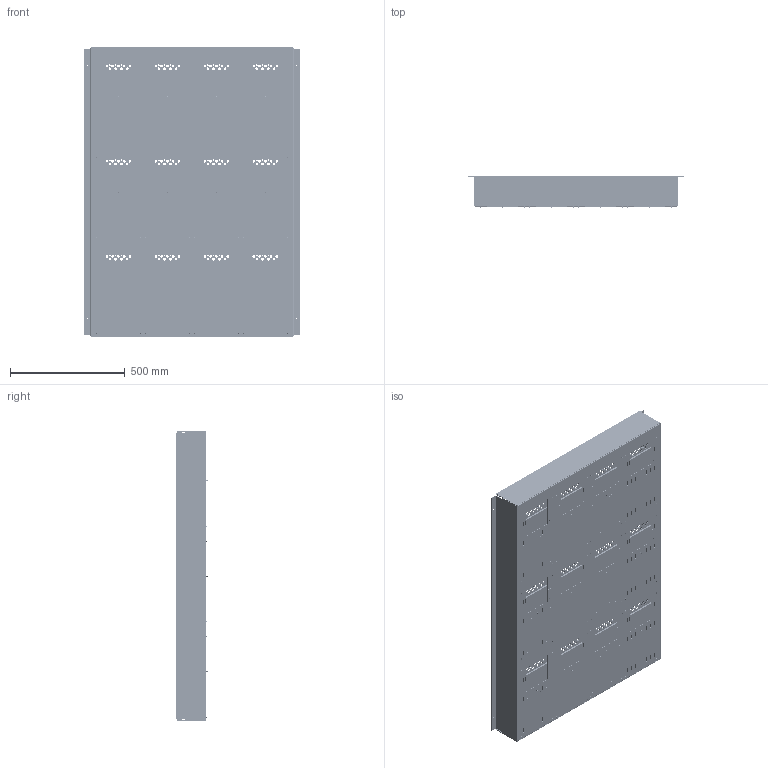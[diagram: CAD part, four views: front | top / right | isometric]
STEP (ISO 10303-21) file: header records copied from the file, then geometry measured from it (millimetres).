
FILE_DESCRIPTION (( 'STEP AP214' ), '1' );
FILE_NAME ('c_il186421-a_3d.STEP', '2019-10-02T14:24:52', ( '' ), ( '' ), 'SwSTEP 2.0', 'SolidWorks 2019', '' );
FILE_SCHEMA (( 'AUTOMOTIVE_DESIGN' ));
Length unit declared in the file: millimetre
Products named in the file (17): Meter board assembly; Separation profile; Meter box; c_il186421-a_3d; Meter board; Small screw
Assembly tree (195 placements, depth 3):
  c_il186421-a_3d
    Meter box
    Separation profile  x2
    Meter board assembly
      Meter board
      Small screw  x14
    Meter board assembly
      Meter board
      Small screw  x14
    Meter board assembly
      Meter board
      Small screw  x14
    Meter board assembly
      Meter board
      Small screw  x14
    Meter board assembly
      Meter board
      Small screw  x14
    Meter board assembly
      Meter board
      Small screw  x14
    Meter board assembly
      Meter board
      Small screw  x14
    Meter board assembly
      Meter board
      Small screw  x14
    Meter board assembly
      Meter board
      Small screw  x14
    Meter board assembly
      Meter board
      Small screw  x14
    Meter board assembly
      Meter board
      Small screw  x14
    Meter board assembly
      Meter board
      Small screw  x14
Bounding box: 937 x 135.5 x 1259 mm (x, y, z)
Volume: 12277262 mm3; surface area: 5675880.1 mm2
Topology: 195 solids, 195 shells, 8750 faces, 21364 edges, 13316 vertices
Faces by surface type: plane 5034, torus 2016, cylinder 1364, cone 336
Entity records: 45987 total; most frequent: CARTESIAN_POINT 7905, ORIENTED_EDGE 7576, DIRECTION 7338, EDGE_CURVE 3788, VECTOR 3232, LINE 3232, VERTEX_POINT 2504, AXIS2_PLACEMENT_3D 2053
